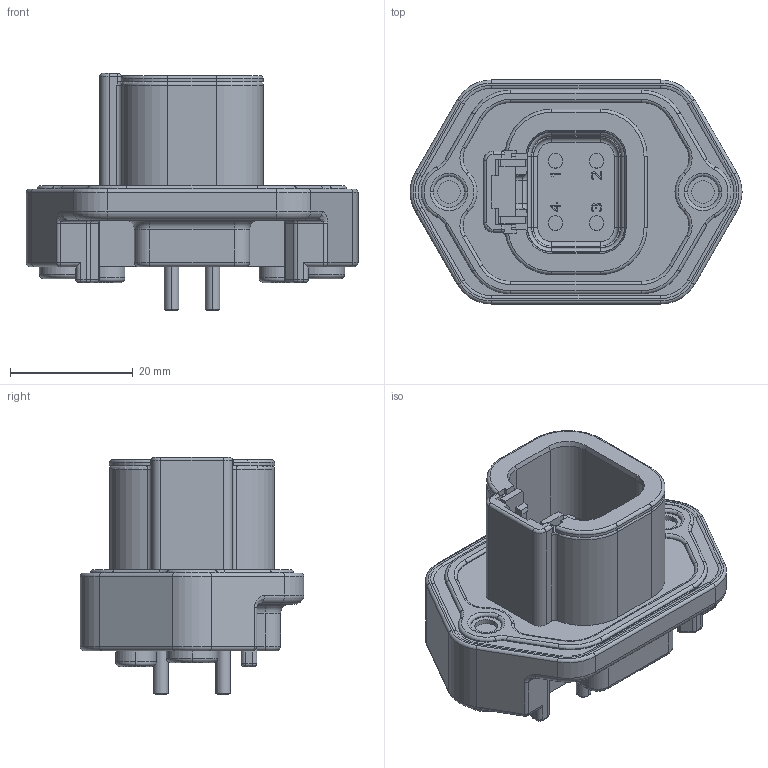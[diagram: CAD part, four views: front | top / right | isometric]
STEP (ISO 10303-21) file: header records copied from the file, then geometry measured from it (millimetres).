
FILE_DESCRIPTION((''),'2;1');
FILE_NAME('C-DTP15-4P','2014-10-14T',('workeradm'),('Tyco Electronics Ltd.'),'PRO/ENGINEER BY PARAMETRIC TECHNOLOGY CORPORATION, 2014090','PRO/ENGINEER BY PARAMETRIC TECHNOLOGY CORPORATION, 2014090','');
FILE_SCHEMA(('AUTOMOTIVE_DESIGN { 1 0 10303 214 1 1 1 1 }'));
Length unit declared in the file: millimetre
Products named in the file (1): C-DTP15-4P
Bounding box: 54.1 x 36.5 x 38.66 mm (x, y, z)
Volume: 22906.5 mm3; surface area: 9970.5 mm2
Topology: 1 solids, 1 shells, 626 faces, 1534 edges, 941 vertices
Faces by surface type: plane 269, cylinder 228, torus 97, bspline 16, cone 12, sphere 4
Entity records: 19288 total; most frequent: CARTESIAN_POINT 4066, DIRECTION 3296, ORIENTED_EDGE 3068, EDGE_CURVE 1534, AXIS2_PLACEMENT_3D 1187, VERTEX_POINT 941, VECTOR 922, LINE 922
